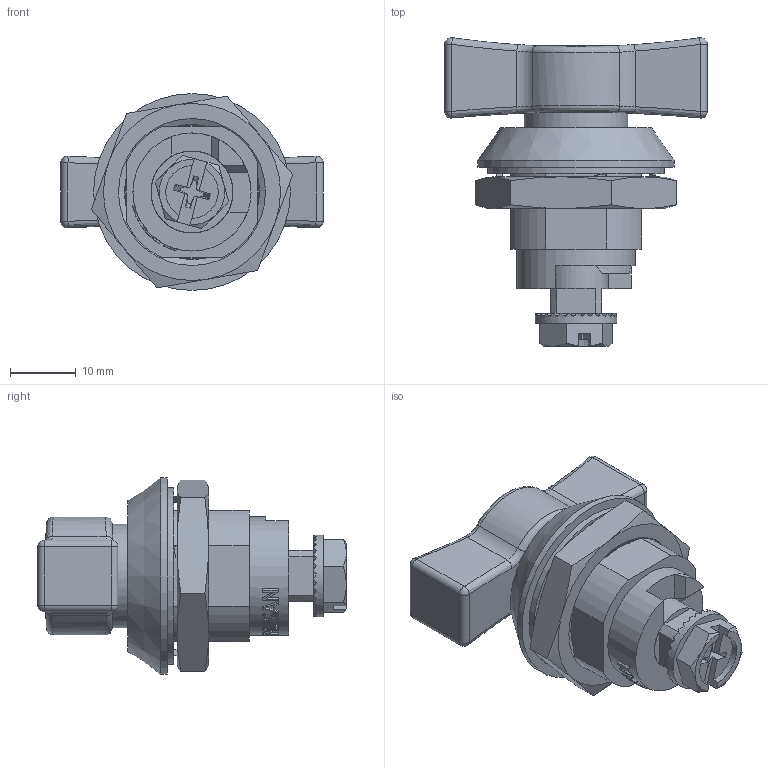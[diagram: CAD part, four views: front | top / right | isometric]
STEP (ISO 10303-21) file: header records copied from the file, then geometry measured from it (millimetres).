
FILE_DESCRIPTION(('STEP AP203'),'1');
FILE_NAME('062.1.2.00.step','2015-12-07T09:20:44',(' '),(' '),'Spatial InterOp 3D',' ',' ');
FILE_SCHEMA(('CONFIG_CONTROL_DESIGN'));
Length unit declared in the file: millimetre
Products named in the file (5): 1; 2; 3; 4; 5
Bounding box: 40 x 47.04 x 30 mm (x, y, z)
Volume: 16273.2 mm3; surface area: 9996.3 mm2
Topology: 5 solids, 5 shells, 332 faces, 855 edges, 544 vertices
Faces by surface type: plane 216, cylinder 46, bspline 30, cone 23, extrusion 9, sphere 8
Full cylindrical faces by diameter (mm): 5.1 x1, 6 x1, 9.8 x1, 10 x1, 12 x1, 12.4 x1, 12.5 x1, 15.8 x2, 15.9 x1, 18 x1, 20.6 x1, 27 x1, 30 x1
Entity records: 13687 total; most frequent: CARTESIAN_POINT 5692, ORIENTED_EDGE 1640, DIRECTION 1539, EDGE_CURVE 820, VERTEX_POINT 538, AXIS2_PLACEMENT_3D 534, VECTOR 471, LINE 462
